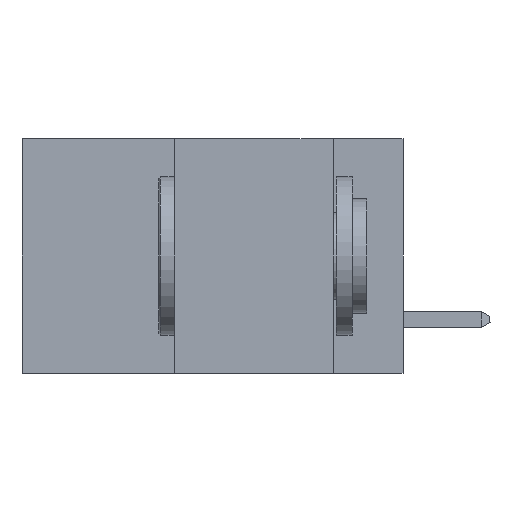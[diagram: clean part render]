
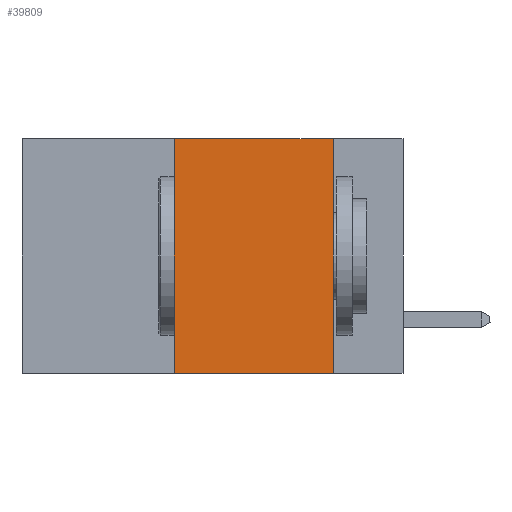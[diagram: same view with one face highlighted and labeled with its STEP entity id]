
A CAD part, left-side view. The second image highlights one B-rep face of the part: STEP entity #39809.
In plain terms, the highlighted planar face has unit normal (-1, 0, 0).
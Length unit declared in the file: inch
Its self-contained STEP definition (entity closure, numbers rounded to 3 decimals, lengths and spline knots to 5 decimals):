
#2166 = DIRECTION ( 'NONE',  ( 0., 0., -1. ) ) ;
#2354 = DIRECTION ( 'NONE',  ( 0., 0., 1. ) ) ;
#3119 = AXIS2_PLACEMENT_3D ( 'NONE', #24714, #34226, #2166 ) ;
#4064 = CARTESIAN_POINT ( 'NONE',  ( 0., 0.36, -0.37 ) ) ;
#4984 = DIRECTION ( 'NONE',  ( 0., -1., 0. ) ) ;
#5330 = DIRECTION ( 'NONE',  ( 0., -1., 0. ) ) ;
#5948 = ORIENTED_EDGE ( 'NONE', *, *, #32527, .F. ) ;
#6494 = VERTEX_POINT ( 'NONE', #4064 ) ;
#7974 = LINE ( 'NONE', #20681, #14464 ) ;
#8299 = ORIENTED_EDGE ( 'NONE', *, *, #33505, .F. ) ;
#9057 = CARTESIAN_POINT ( 'NONE',  ( 0., 0.36, 0. ) ) ;
#10070 = DIRECTION ( 'NONE',  ( 0., 0., -1. ) ) ;
#10130 = VERTEX_POINT ( 'NONE', #21623 ) ;
#11081 = ORIENTED_EDGE ( 'NONE', *, *, #14380, .F. ) ;
#14380 = EDGE_CURVE ( 'NONE', #10130, #26290, #32633, .T. ) ;
#14464 = VECTOR ( 'NONE', #4984, 39.37008 ) ;
#15282 = VECTOR ( 'NONE', #2354, 39.37008 ) ;
#16610 = EDGE_LOOP ( 'NONE', ( #11081, #5948, #8299, #26283 ) ) ;
#18410 = CARTESIAN_POINT ( 'NONE',  ( 0., 0.6, -0.37 ) ) ;
#20304 = CARTESIAN_POINT ( 'NONE',  ( 0., 0.11, -0.37 ) ) ;
#20681 = CARTESIAN_POINT ( 'NONE',  ( 0., 0.6, 0. ) ) ;
#21493 = PLANE ( 'NONE',  #3119 ) ;
#21623 = CARTESIAN_POINT ( 'NONE',  ( 0., 0.11, 0. ) ) ;
#24714 = CARTESIAN_POINT ( 'NONE',  ( 0., 0.6, 0. ) ) ;
#24732 = CARTESIAN_POINT ( 'NONE',  ( 0., 0.36, 0. ) ) ;
#25255 = VECTOR ( 'NONE', #10070, 39.37008 ) ;
#26283 = ORIENTED_EDGE ( 'NONE', *, *, #35845, .T. ) ;
#26290 = VERTEX_POINT ( 'NONE', #20304 ) ;
#31912 = CARTESIAN_POINT ( 'NONE',  ( 0., 0.11, 0. ) ) ;
#32527 = EDGE_CURVE ( 'NONE', #35926, #10130, #7974, .T. ) ;
#32633 = LINE ( 'NONE', #31912, #25255 ) ;
#33505 = EDGE_CURVE ( 'NONE', #6494, #35926, #34101, .T. ) ;
#34101 = LINE ( 'NONE', #24732, #15282 ) ;
#34226 = DIRECTION ( 'NONE',  ( 1., 0., 0. ) ) ;
#35845 = EDGE_CURVE ( 'NONE', #6494, #26290, #36924, .T. ) ;
#35926 = VERTEX_POINT ( 'NONE', #9057 ) ;
#36924 = LINE ( 'NONE', #18410, #39360 ) ;
#37199 = FACE_OUTER_BOUND ( 'NONE', #16610, .T. ) ;
#39360 = VECTOR ( 'NONE', #5330, 39.37008 ) ;
#39809 = ADVANCED_FACE ( 'NONE', ( #37199 ), #21493, .F. ) ;
